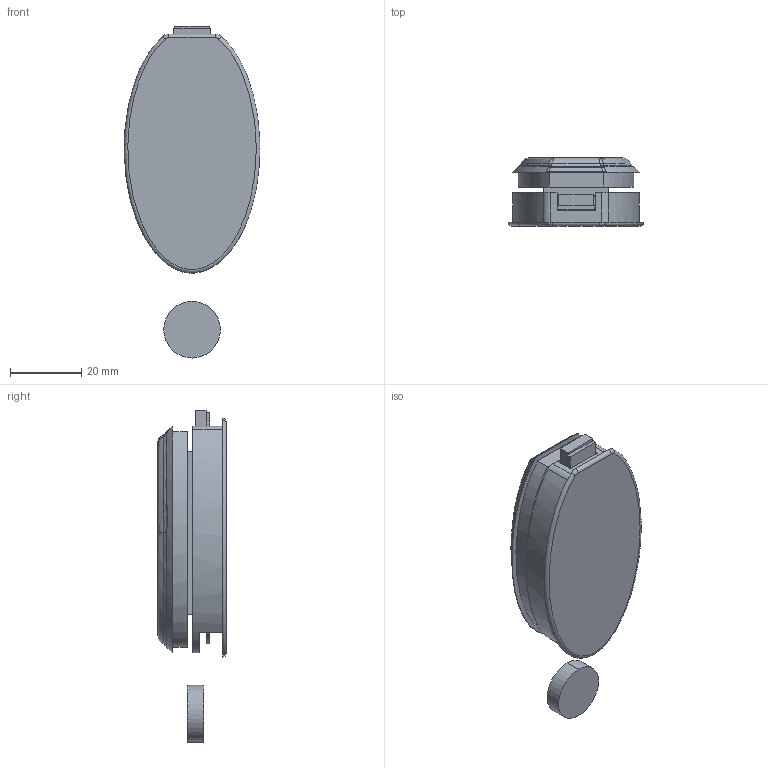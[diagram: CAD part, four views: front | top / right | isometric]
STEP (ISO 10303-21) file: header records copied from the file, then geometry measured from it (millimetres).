
FILE_DESCRIPTION (( 'STEP AP203' ), '1' );
FILE_NAME ('TopAsm.STEP', '2015-02-17T22:22:46', ( '' ), ( '' ), 'SwSTEP 2.0', 'SolidWorks 2014', '' );
FILE_SCHEMA (( 'CONFIG_CONTROL_DESIGN' ));
Length unit declared in the file: inch
Products named in the file (7): Magnet; Battery; TopAsm; Lens_Tinted; Btm_housing; Top_housing_inside; PCB_v2
Assembly tree (6 placements, depth 2):
  TopAsm
    Lens_Tinted
    Top_housing_inside
    PCB_v2
    Battery
    Btm_housing
    Magnet
Bounding box: 38.04 x 19.18 x 93.15 mm (x, y, z)
Volume: 20292.7 mm3; surface area: 22341 mm2
Topology: 10 solids, 10 shells, 158 faces, 388 edges, 250 vertices
Faces by surface type: plane 91, bspline 35, cylinder 26, sphere 4, torus 2
Entity records: 11621 total; most frequent: CARTESIAN_POINT 7413, ORIENTED_EDGE 772, DIRECTION 626, EDGE_CURVE 386, VERTEX_POINT 250, VECTOR 242, LINE 242, AXIS2_PLACEMENT_3D 192
